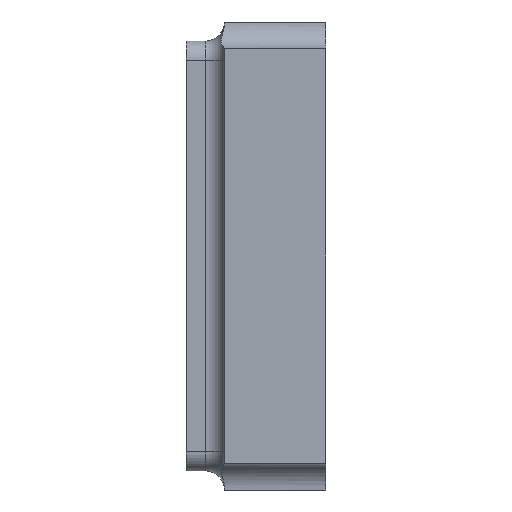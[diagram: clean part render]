
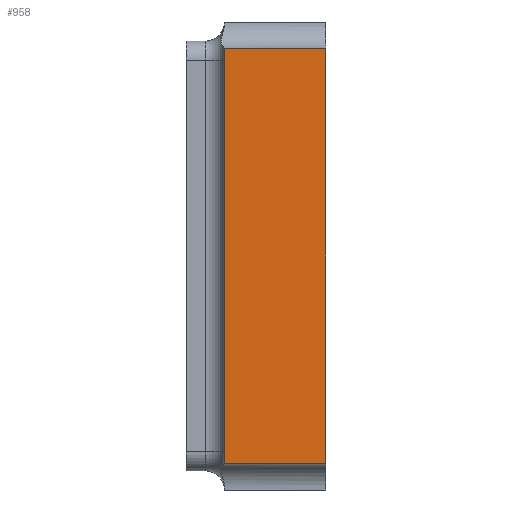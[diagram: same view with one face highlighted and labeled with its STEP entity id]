
A CAD part, left-side view. The second image highlights one B-rep face of the part: STEP entity #958.
In plain terms, the highlighted planar face has unit normal (-1, 0, 0).
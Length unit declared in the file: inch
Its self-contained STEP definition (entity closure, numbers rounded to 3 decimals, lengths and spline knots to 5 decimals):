
#259 = CARTESIAN_POINT ( 'NONE',  ( -0.085, 0.053, 0.1225 ) ) ;
#381 = VERTEX_POINT ( 'NONE', #2763 ) ;
#495 = LINE ( 'NONE', #1816, #3441 ) ;
#602 = CARTESIAN_POINT ( 'NONE',  ( -0.085, 0.053, 0.1225 ) ) ;
#760 = LINE ( 'NONE', #1871, #1960 ) ;
#925 = ORIENTED_EDGE ( 'NONE', *, *, #2420, .F. ) ;
#958 = ADVANCED_FACE ( 'NONE', ( #1773 ), #2604, .F. ) ;
#988 = EDGE_CURVE ( 'NONE', #4664, #4685, #760, .T. ) ;
#1188 = VECTOR ( 'NONE', #2173, 39.37008 ) ;
#1298 = VERTEX_POINT ( 'NONE', #1607 ) ;
#1331 = ORIENTED_EDGE ( 'NONE', *, *, #4399, .F. ) ;
#1607 = CARTESIAN_POINT ( 'NONE',  ( -0.085, 0.053, -0.1025 ) ) ;
#1664 = DIRECTION ( 'NONE',  ( 0., -1., 0. ) ) ;
#1773 = FACE_OUTER_BOUND ( 'NONE', #4540, .T. ) ;
#1816 = CARTESIAN_POINT ( 'NONE',  ( -0.085, 0.053, 0.1225 ) ) ;
#1818 = CARTESIAN_POINT ( 'NONE',  ( -0.085, 0.053, 0.1225 ) ) ;
#1871 = CARTESIAN_POINT ( 'NONE',  ( -0.085, 0., 0.1085 ) ) ;
#1906 = LINE ( 'NONE', #3228, #3229 ) ;
#1960 = VECTOR ( 'NONE', #3363, 39.37008 ) ;
#2010 = VERTEX_POINT ( 'NONE', #2628 ) ;
#2173 = DIRECTION ( 'NONE',  ( 0., 0., 1. ) ) ;
#2181 = CARTESIAN_POINT ( 'NONE',  ( -0.085, 0., -0.1085 ) ) ;
#2341 = LINE ( 'NONE', #259, #1188 ) ;
#2379 = LINE ( 'NONE', #602, #3151 ) ;
#2420 = EDGE_CURVE ( 'NONE', #381, #4685, #2379, .T. ) ;
#2492 = CARTESIAN_POINT ( 'NONE',  ( -0.085, 0., 0.1085 ) ) ;
#2514 = ORIENTED_EDGE ( 'NONE', *, *, #988, .T. ) ;
#2604 = PLANE ( 'NONE',  #3814 ) ;
#2628 = CARTESIAN_POINT ( 'NONE',  ( -0.085, 0.053, -0.1085 ) ) ;
#2639 = EDGE_CURVE ( 'NONE', #3831, #4664, #3348, .T. ) ;
#2763 = CARTESIAN_POINT ( 'NONE',  ( -0.085, 0.053, 0.1025 ) ) ;
#2802 = ORIENTED_EDGE ( 'NONE', *, *, #4166, .T. ) ;
#3151 = VECTOR ( 'NONE', #4041, 39.37008 ) ;
#3228 = CARTESIAN_POINT ( 'NONE',  ( -0.085, 0., -0.1085 ) ) ;
#3229 = VECTOR ( 'NONE', #1664, 39.37008 ) ;
#3348 = LINE ( 'NONE', #4261, #3983 ) ;
#3363 = DIRECTION ( 'NONE',  ( 0., 1., 0. ) ) ;
#3441 = VECTOR ( 'NONE', #4490, 39.37008 ) ;
#3731 = DIRECTION ( 'NONE',  ( 1., 0., 0. ) ) ;
#3766 = DIRECTION ( 'NONE',  ( 0., 0., -1. ) ) ;
#3814 = AXIS2_PLACEMENT_3D ( 'NONE', #1818, #3731, #3766 ) ;
#3831 = VERTEX_POINT ( 'NONE', #2181 ) ;
#3983 = VECTOR ( 'NONE', #4621, 39.37008 ) ;
#4041 = DIRECTION ( 'NONE',  ( 0., 0., 1. ) ) ;
#4048 = ORIENTED_EDGE ( 'NONE', *, *, #2639, .T. ) ;
#4166 = EDGE_CURVE ( 'NONE', #2010, #3831, #1906, .T. ) ;
#4261 = CARTESIAN_POINT ( 'NONE',  ( -0.085, 0., 0.1225 ) ) ;
#4399 = EDGE_CURVE ( 'NONE', #2010, #1298, #2341, .T. ) ;
#4490 = DIRECTION ( 'NONE',  ( 0., 0., 1. ) ) ;
#4511 = EDGE_CURVE ( 'NONE', #1298, #381, #495, .T. ) ;
#4540 = EDGE_LOOP ( 'NONE', ( #4048, #2514, #925, #4925, #1331, #2802 ) ) ;
#4621 = DIRECTION ( 'NONE',  ( 0., 0., 1. ) ) ;
#4664 = VERTEX_POINT ( 'NONE', #2492 ) ;
#4685 = VERTEX_POINT ( 'NONE', #4911 ) ;
#4911 = CARTESIAN_POINT ( 'NONE',  ( -0.085, 0.053, 0.1085 ) ) ;
#4925 = ORIENTED_EDGE ( 'NONE', *, *, #4511, .F. ) ;
